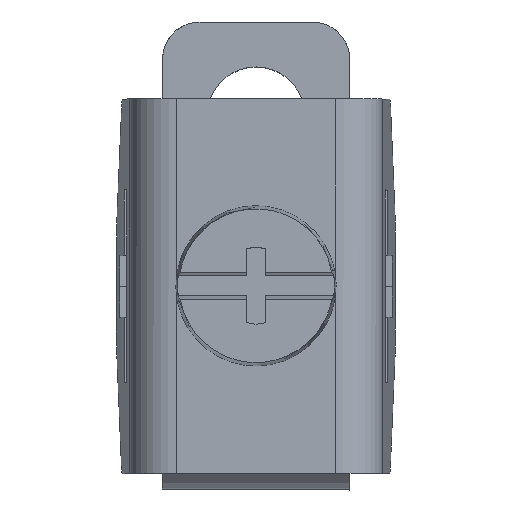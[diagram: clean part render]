
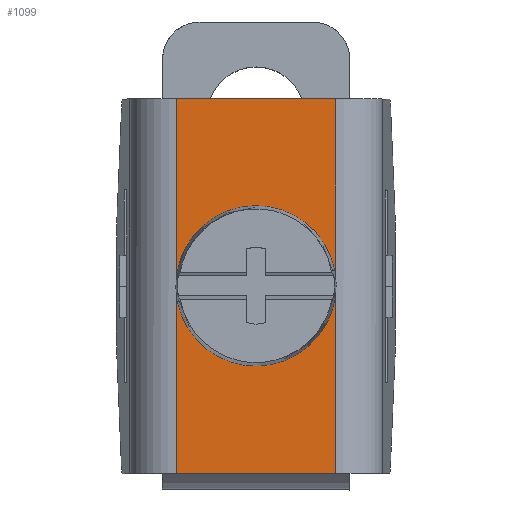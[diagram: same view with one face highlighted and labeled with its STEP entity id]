
A CAD part, top view. The second image highlights one B-rep face of the part: STEP entity #1099.
In plain terms, the highlighted planar face has unit normal (0, 0, 1).
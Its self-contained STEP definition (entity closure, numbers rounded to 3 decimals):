
#955=AXIS2_PLACEMENT_3D('Circle Axis2P3D',#953,#954,$) ;
#989=AXIS2_PLACEMENT_3D('Circle Axis2P3D',#987,#988,$) ;
#1059=AXIS2_PLACEMENT_3D('Plane Axis2P3D',#1056,#1057,#1058) ;
#950=CARTESIAN_POINT('Vertex',(5.968,13.574,29.5)) ;
#953=CARTESIAN_POINT('Axis2P3D Location',(7.452,10.853,29.5)) ;
#957=CARTESIAN_POINT('Vertex',(8.937,8.132,29.5)) ;
#987=CARTESIAN_POINT('Axis2P3D Location',(7.452,10.853,29.5)) ;
#1056=CARTESIAN_POINT('Axis2P3D Location',(7.452,10.853,29.5)) ;
#1061=CARTESIAN_POINT('Line Origine',(11.702,10.85,29.5)) ;
#1065=CARTESIAN_POINT('Vertex',(11.708,20.85,29.5)) ;
#1067=CARTESIAN_POINT('Vertex',(11.696,0.85,29.5)) ;
#1070=CARTESIAN_POINT('Line Origine',(7.458,20.853,29.5)) ;
#1074=CARTESIAN_POINT('Vertex',(3.209,20.856,29.5)) ;
#1077=CARTESIAN_POINT('Line Origine',(3.203,10.856,29.5)) ;
#1081=CARTESIAN_POINT('Vertex',(3.197,0.856,29.5)) ;
#1084=CARTESIAN_POINT('Line Origine',(7.446,0.853,29.5)) ;
#954=DIRECTION('Axis2P3D Direction',(0.,0.,1.)) ;
#988=DIRECTION('Axis2P3D Direction',(0.,0.,1.)) ;
#1057=DIRECTION('Axis2P3D Direction',(0.,0.,-1.)) ;
#1058=DIRECTION('Axis2P3D XDirection',(-1.,0.001,0.)) ;
#1062=DIRECTION('Vector Direction',(-0.001,-1.,0.)) ;
#1071=DIRECTION('Vector Direction',(-1.,0.001,0.)) ;
#1078=DIRECTION('Vector Direction',(0.001,1.,0.)) ;
#1085=DIRECTION('Vector Direction',(1.,-0.001,0.)) ;
#1063=VECTOR('Line Direction',#1062,1.) ;
#1072=VECTOR('Line Direction',#1071,1.) ;
#1079=VECTOR('Line Direction',#1078,1.) ;
#1086=VECTOR('Line Direction',#1085,1.) ;
#1090=ORIENTED_EDGE('',*,*,#1069,.F.) ;
#1091=ORIENTED_EDGE('',*,*,#1076,.F.) ;
#1092=ORIENTED_EDGE('',*,*,#1083,.F.) ;
#1093=ORIENTED_EDGE('',*,*,#1088,.F.) ;
#1096=ORIENTED_EDGE('',*,*,#959,.F.) ;
#1097=ORIENTED_EDGE('',*,*,#991,.F.) ;
#1098=FACE_BOUND('',#1095,.T.) ;
#1099=ADVANCED_FACE('V1',(#1094,#1098),#1060,.F.) ;
#956=CIRCLE('generated circle',#955,3.1) ;
#990=CIRCLE('generated circle',#989,3.1) ;
#959=EDGE_CURVE('',#951,#958,#956,.T.) ;
#991=EDGE_CURVE('',#958,#951,#990,.T.) ;
#1069=EDGE_CURVE('',#1066,#1068,#1064,.T.) ;
#1076=EDGE_CURVE('',#1075,#1066,#1073,.F.) ;
#1083=EDGE_CURVE('',#1082,#1075,#1080,.T.) ;
#1088=EDGE_CURVE('',#1068,#1082,#1087,.F.) ;
#1089=EDGE_LOOP('',(#1090,#1091,#1092,#1093)) ;
#1095=EDGE_LOOP('',(#1096,#1097)) ;
#1094=FACE_OUTER_BOUND('',#1089,.T.) ;
#1064=LINE('Line',#1061,#1063) ;
#1073=LINE('Line',#1070,#1072) ;
#1080=LINE('Line',#1077,#1079) ;
#1087=LINE('Line',#1084,#1086) ;
#1060=PLANE('',#1059) ;
#951=VERTEX_POINT('',#950) ;
#958=VERTEX_POINT('',#957) ;
#1066=VERTEX_POINT('',#1065) ;
#1068=VERTEX_POINT('',#1067) ;
#1075=VERTEX_POINT('',#1074) ;
#1082=VERTEX_POINT('',#1081) ;
